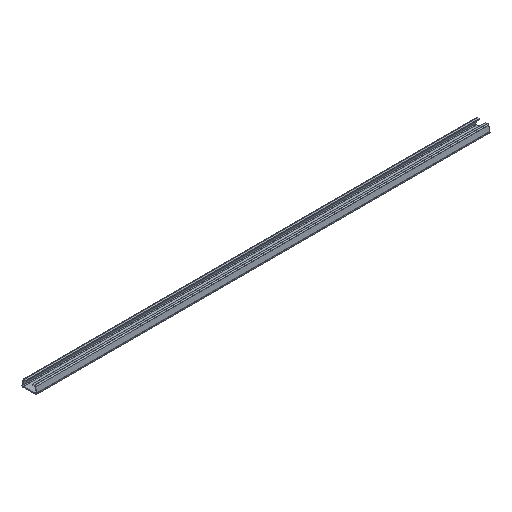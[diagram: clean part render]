
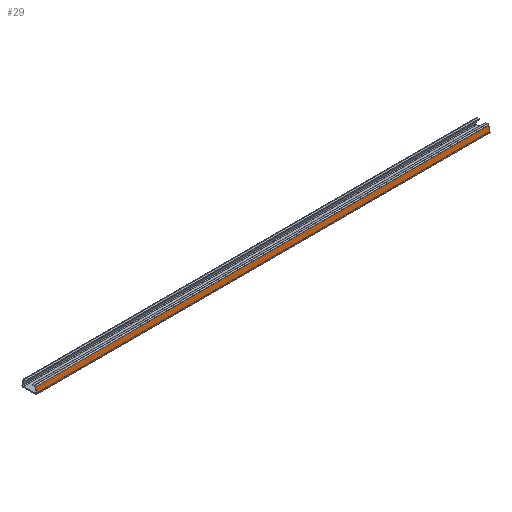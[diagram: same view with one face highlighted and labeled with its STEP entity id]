
A CAD part, isometric view. The second image highlights one B-rep face of the part: STEP entity #29.
In plain terms, the highlighted planar face has unit normal (0, -0.979, 0.204).
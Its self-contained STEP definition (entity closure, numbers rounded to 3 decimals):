
#7 = LINE ( 'NONE', #467, #583 ) ;
#21 = ORIENTED_EDGE ( 'NONE', *, *, #372, .F. ) ;
#29 = ADVANCED_FACE ( 'NONE', ( #1220 ), #1213, .T. ) ;
#83 = VECTOR ( 'NONE', #441, 1000. ) ;
#92 = EDGE_CURVE ( 'NONE', #722, #506, #219, .T. ) ;
#193 = EDGE_CURVE ( 'NONE', #586, #506, #727, .T. ) ;
#198 = CARTESIAN_POINT ( 'NONE',  ( 532., -14.937, 15.612 ) ) ;
#219 = LINE ( 'NONE', #1231, #1434 ) ;
#355 = DIRECTION ( 'NONE',  ( 0., -0.204, -0.979 ) ) ;
#372 = EDGE_CURVE ( 'NONE', #758, #722, #846, .T. ) ;
#414 = CARTESIAN_POINT ( 'NONE',  ( -532., -14.937, 15.612 ) ) ;
#441 = DIRECTION ( 'NONE',  ( 1., 0., 0. ) ) ;
#445 = CARTESIAN_POINT ( 'NONE',  ( -532., -17.437, 3.612 ) ) ;
#467 = CARTESIAN_POINT ( 'NONE',  ( -532., -17.437, 3.612 ) ) ;
#506 = VERTEX_POINT ( 'NONE', #1037 ) ;
#512 = CARTESIAN_POINT ( 'NONE',  ( -532., -17.437, 3.612 ) ) ;
#551 = DIRECTION ( 'NONE',  ( 0., -0.979, 0.204 ) ) ;
#565 = EDGE_CURVE ( 'NONE', #758, #586, #7, .T. ) ;
#583 = VECTOR ( 'NONE', #355, 1000. ) ;
#586 = VERTEX_POINT ( 'NONE', #1156 ) ;
#722 = VERTEX_POINT ( 'NONE', #198 ) ;
#727 = LINE ( 'NONE', #512, #1275 ) ;
#758 = VERTEX_POINT ( 'NONE', #1193 ) ;
#846 = LINE ( 'NONE', #414, #83 ) ;
#874 = ORIENTED_EDGE ( 'NONE', *, *, #92, .F. ) ;
#919 = DIRECTION ( 'NONE',  ( 0., -0.204, -0.979 ) ) ;
#980 = ORIENTED_EDGE ( 'NONE', *, *, #565, .T. ) ;
#1037 = CARTESIAN_POINT ( 'NONE',  ( 532., -17.437, 3.612 ) ) ;
#1153 = DIRECTION ( 'NONE',  ( 1., 0., 0. ) ) ;
#1156 = CARTESIAN_POINT ( 'NONE',  ( -532., -17.437, 3.612 ) ) ;
#1193 = CARTESIAN_POINT ( 'NONE',  ( -532., -14.937, 15.612 ) ) ;
#1213 = PLANE ( 'NONE',  #1252 ) ;
#1220 = FACE_OUTER_BOUND ( 'NONE', #1375, .T. ) ;
#1231 = CARTESIAN_POINT ( 'NONE',  ( 532., -17.437, 3.612 ) ) ;
#1248 = DIRECTION ( 'NONE',  ( 0., -0.204, -0.979 ) ) ;
#1252 = AXIS2_PLACEMENT_3D ( 'NONE', #445, #551, #919 ) ;
#1275 = VECTOR ( 'NONE', #1153, 1000. ) ;
#1375 = EDGE_LOOP ( 'NONE', ( #874, #21, #980, #1386 ) ) ;
#1386 = ORIENTED_EDGE ( 'NONE', *, *, #193, .T. ) ;
#1434 = VECTOR ( 'NONE', #1248, 1000. ) ;
